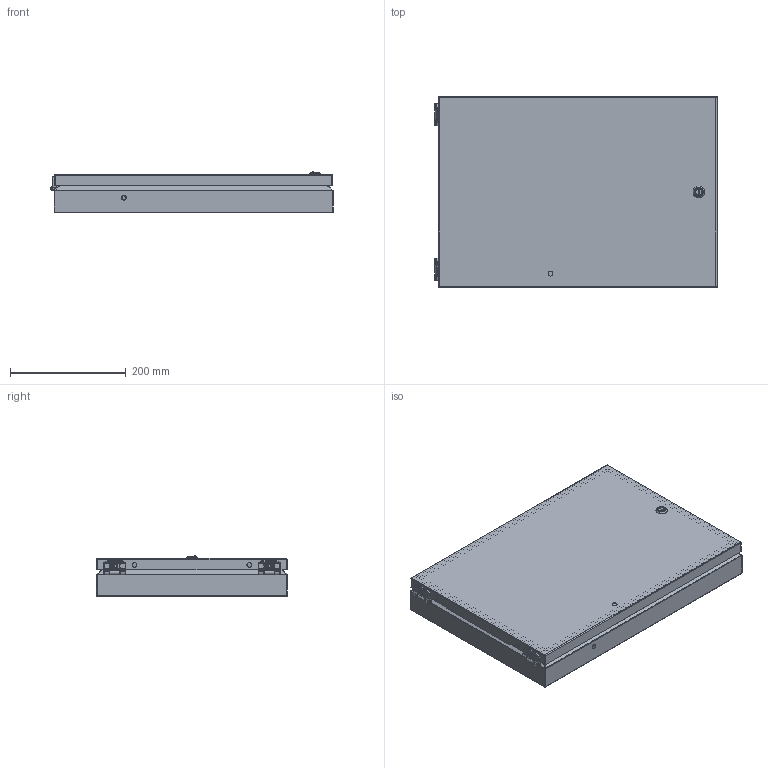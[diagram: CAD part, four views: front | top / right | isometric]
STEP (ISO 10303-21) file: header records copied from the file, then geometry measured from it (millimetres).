
FILE_DESCRIPTION (( 'STEP AP214' ), '1' );
FILE_NAME ('SCE-19ELJEXPP_REV1.STEP', '2023-08-11T13:04:24', ( '' ), ( '' ), 'SwSTEP 2.0', 'SolidWorks 2021', '' );
FILE_SCHEMA (( 'AUTOMOTIVE_DESIGN' ));
Length unit declared in the file: inch
Products named in the file (1): SCE-19ELJEXPP_REV1
Bounding box: 488.2 x 330.3 x 72.13 mm (x, y, z)
Volume: 800916.6 mm3; surface area: 1013408.2 mm2
Topology: 20 solids, 22 shells, 878 faces, 2123 edges, 1276 vertices
Faces by surface type: cylinder 376, plane 310, bspline 170, cone 22
Full cylindrical faces by diameter (mm): 4.762 x1, 4.763 x1, 7.216 x4, 8.357 x2
Entity records: 47850 total; most frequent: CARTESIAN_POINT 28045, ORIENTED_EDGE 4158, DIRECTION 3975, EDGE_CURVE 2079, AXIS2_PLACEMENT_3D 1485, VERTEX_POINT 1276, LINE 1005, VECTOR 1005
